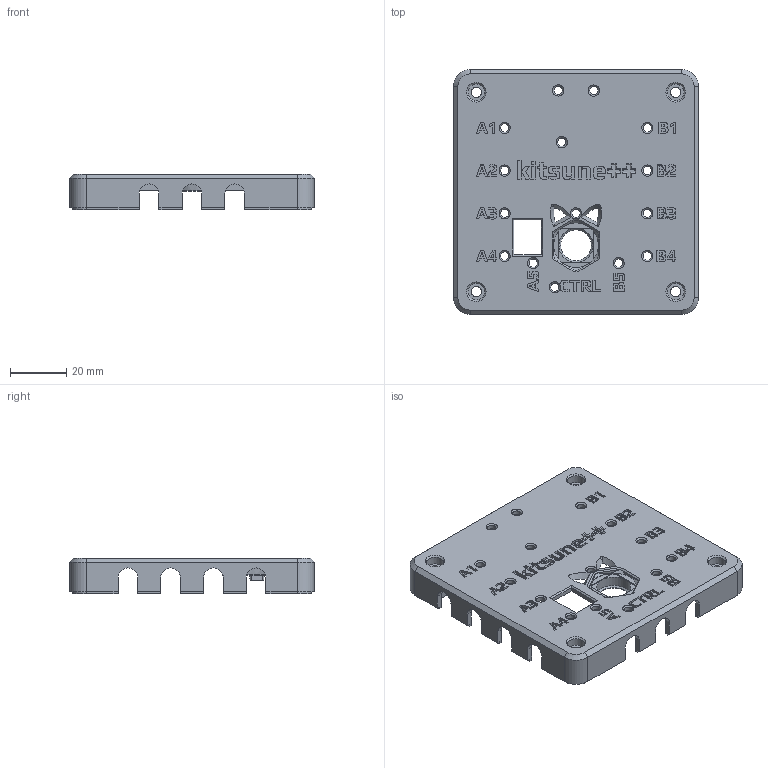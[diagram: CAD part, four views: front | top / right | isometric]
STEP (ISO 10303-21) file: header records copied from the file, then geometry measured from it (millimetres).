
FILE_DESCRIPTION(/* description */ (''),/* implementation_level */ '2;1');
FILE_NAME(/* name */ 'Kitsune Plus Plus top - v1.1.0.step',/* time_stamp */ '2026-01-12T02:25:13Z',/* author */ (''),/* organization */ (''),/* preprocessor_version */ 'ST-DEVELOPER v20.1',/* originating_system */ 'Autodesk Translation Framework v14.21.0.0',/* authorisation */ '');
FILE_SCHEMA (('AUTOMOTIVE_DESIGN { 1 0 10303 214 3 1 1 }'));
Length unit declared in the file: millimetre
Products named in the file (1): Kitsune Plus Plus top
Bounding box: 87.28 x 87.28 x 12.8 mm (x, y, z)
Volume: 24128.6 mm3; surface area: 22240.5 mm2
Topology: 1 solids, 1 shells, 1080 faces, 2898 edges, 1886 vertices
Faces by surface type: plane 631, bspline 316, cone 73, cylinder 60
Full cylindrical faces by diameter (mm): 3 x15, 3.6 x4, 6 x4, 11 x1, 12.2 x1, 16 x1
Entity records: 36398 total; most frequent: CARTESIAN_POINT 11382, ORIENTED_EDGE 5792, DIRECTION 3992, EDGE_CURVE 2896, LINE 2008, VECTOR 2008, VERTEX_POINT 1886, EDGE_LOOP 1194
